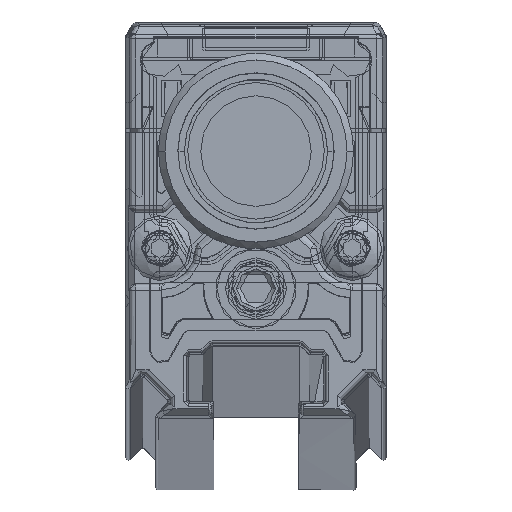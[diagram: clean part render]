
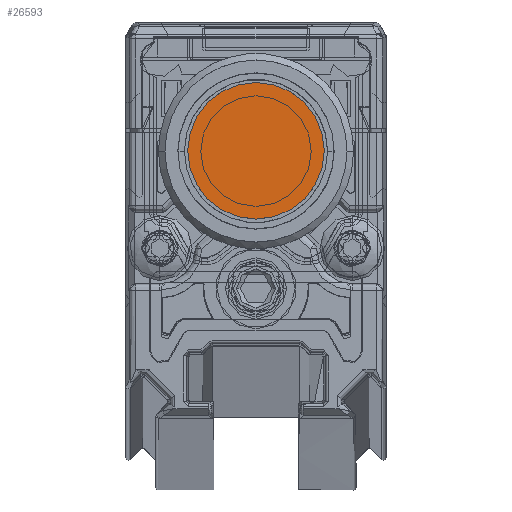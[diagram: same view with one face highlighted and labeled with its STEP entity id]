
A CAD part, top view. The second image highlights one B-rep face of the part: STEP entity #26593.
In plain terms, the highlighted face is planar.
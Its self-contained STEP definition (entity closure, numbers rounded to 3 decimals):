
#25793=CARTESIAN_POINT('',(0.,0.,0.));
#25794=DIRECTION('',(0.,-1.,0.));
#25795=DIRECTION('',(1.,0.,0.));
#25796=AXIS2_PLACEMENT_3D('',#25793,#25794,#25795);
#25798=CARTESIAN_POINT('',(0.,0.,0.));
#25799=DIRECTION('',(0.,-1.,0.));
#25800=DIRECTION('',(-1.,0.,0.));
#25801=AXIS2_PLACEMENT_3D('',#25798,#25799,#25800);
#25899=CARTESIAN_POINT('',(-5.25,0.,0.));
#25900=VERTEX_POINT('',#25899);
#25901=CARTESIAN_POINT('',(5.25,0.,0.));
#25902=VERTEX_POINT('',#25901);
#26584=CARTESIAN_POINT('',(0.,0.,0.));
#26585=DIRECTION('',(0.,-1.,0.));
#26586=DIRECTION('',(1.,0.,0.));
#26587=AXIS2_PLACEMENT_3D('',#26584,#26585,#26586);
#26588=PLANE('',#26587);
#26589=ORIENTED_EDGE('',*,*,#26570,.T.);
#26590=ORIENTED_EDGE('',*,*,#26552,.T.);
#26591=EDGE_LOOP('',(#26589,#26590));
#26592=FACE_OUTER_BOUND('',#26591,.F.);
#26593=ADVANCED_FACE('',(#26592),#26588,.F.);
#25797=CIRCLE('',#25796,5.25);
#25802=CIRCLE('',#25801,5.25);
#26552=EDGE_CURVE('',#25900,#25902,#25802,.T.);
#26570=EDGE_CURVE('',#25902,#25900,#25797,.T.);
